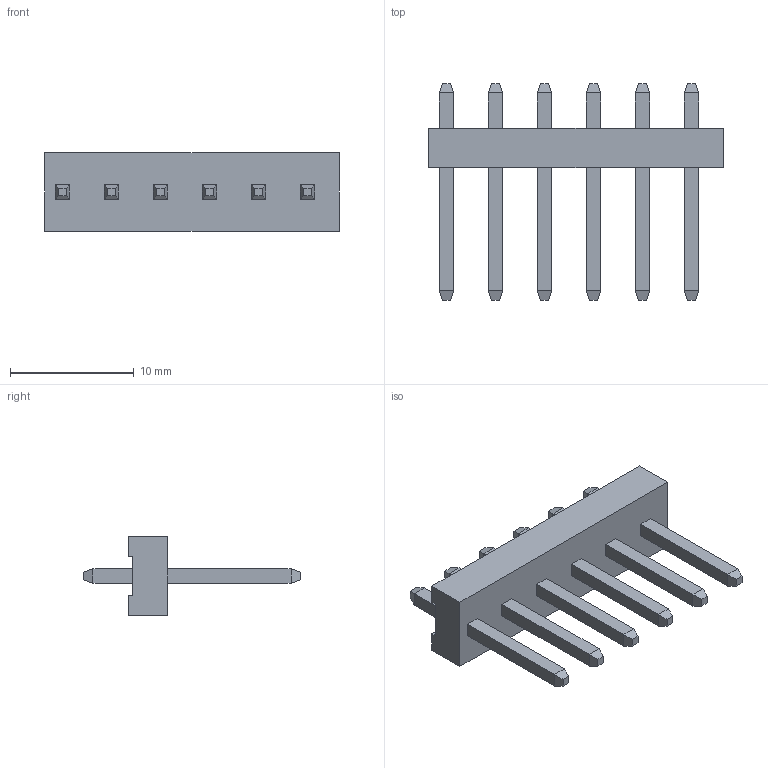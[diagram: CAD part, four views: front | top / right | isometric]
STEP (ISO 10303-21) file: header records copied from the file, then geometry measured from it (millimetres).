
FILE_DESCRIPTION( ('This file contains a STEP AP42 implementation' ,'as created by ZW3D STEP Interface translator.') ,'2;1' );
FILE_NAME( 'WF3962-WSXXSXX1.stp' ,'231017.151027', (''), ('ZWCAD Software Co.'), 'Version 1.0', 'ZW3D to STEP translator', '' );
FILE_SCHEMA(('AUTOMOTIVE_DESIGN { 1 0 10303 214 1 1 1 1 }'));
Length unit declared in the file: millimetre
Products named in the file (2): 0; WF3962-WSXXSXX1
Bounding box: 23.76 x 17.5 x 6.35 mm (x, y, z)
Volume: 566.3 mm3; surface area: 899.9 mm2
Topology: 1 solids, 1 shells, 142 faces, 312 edges, 184 vertices
Faces by surface type: plane 142
Entity records: 3892 total; most frequent: CARTESIAN_POINT 639, ORIENTED_EDGE 624, DIRECTION 598, VECTOR 312, LINE 312, EDGE_CURVE 312, VERTEX_POINT 184, EDGE_LOOP 154
